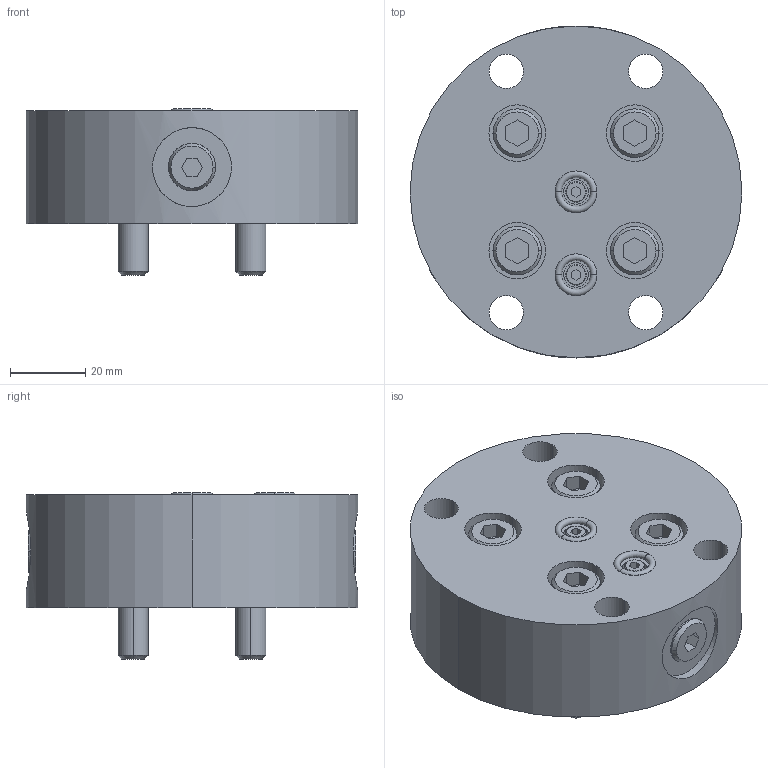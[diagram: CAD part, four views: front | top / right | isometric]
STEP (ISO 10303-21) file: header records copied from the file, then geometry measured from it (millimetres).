
FILE_DESCRIPTION((''),'2;1');
FILE_NAME('ILC15820008','2020-05-06T',('jweaver'),(''),'PRO/ENGINEER BY PARAMETRIC TECHNOLOGY CORPORATION, 2013320','PRO/ENGINEER BY PARAMETRIC TECHNOLOGY CORPORATION, 2013320','');
FILE_SCHEMA(('AUTOMOTIVE_DESIGN { 1 0 10303 214 1 1 1 1 }'));
Length unit declared in the file: inch
Products named in the file (1): ILC15820008
Bounding box: 88.01 x 88.01 x 44.09 mm (x, y, z)
Volume: 164660.1 mm3; surface area: 35761.1 mm2
Topology: 1 solids, 2 shells, 271 faces, 602 edges, 376 vertices
Faces by surface type: cylinder 108, plane 99, cone 52, torus 12
Entity records: 9352 total; most frequent: CARTESIAN_POINT 1891, DIRECTION 1394, ORIENTED_EDGE 1196, EDGE_CURVE 598, AXIS2_PLACEMENT_3D 545, VERTEX_POINT 376, EDGE_LOOP 326, VECTOR 304
